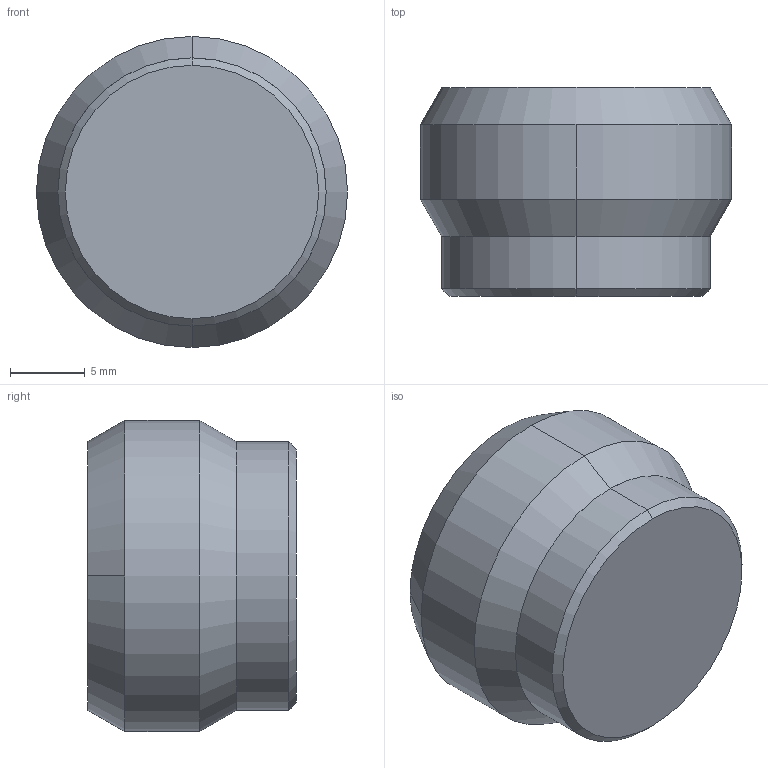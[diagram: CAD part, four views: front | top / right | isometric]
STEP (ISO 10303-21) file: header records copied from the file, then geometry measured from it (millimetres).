
FILE_DESCRIPTION(( 'RA.43C00.12U.STEP' ), '1');
FILE_NAME( 'RA.43C00.12U.STEP', '2018-10-11T17:28:18',( 'Sopra'),('sopra-pneumatic.com'), 'SwSTEP 2.0','SolidWorks 2009','' );
FILE_SCHEMA (( 'CONFIG_CONTROL_DESIGN' ));
Length unit declared in the file: millimetre
Products named in the file (1): RA.43C00.12U
Bounding box: 20.87 x 14 x 20.87 mm (x, y, z)
Volume: 3230.4 mm3; surface area: 1763.6 mm2
Topology: 1 solids, 1 shells, 42 faces, 104 edges, 65 vertices
Faces by surface type: plane 16, cone 12, cylinder 12, bspline 2
Entity records: 1563 total; most frequent: CARTESIAN_POINT 530, ORIENTED_EDGE 204, DIRECTION 194, EDGE_CURVE 102, AXIS2_PLACEMENT_3D 79, VERTEX_POINT 65, EDGE_LOOP 45, ADVANCED_FACE 42
